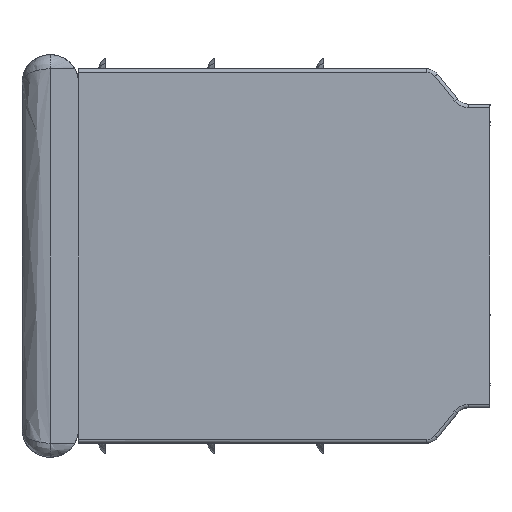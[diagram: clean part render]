
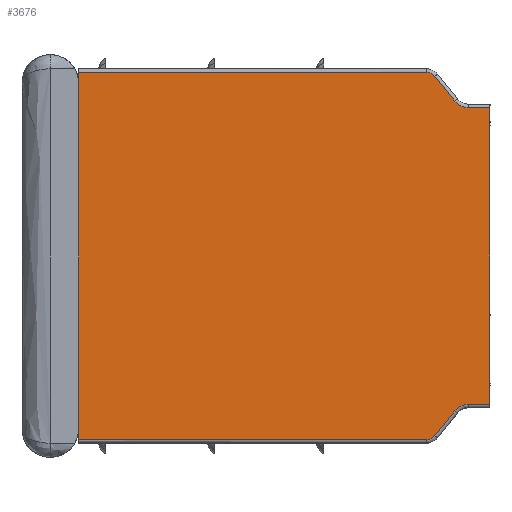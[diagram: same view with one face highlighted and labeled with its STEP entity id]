
A CAD part, left-side view. The second image highlights one B-rep face of the part: STEP entity #3676.
In plain terms, the highlighted free-form (B-spline) face has degree [1, 1] with [2, 2] control points.
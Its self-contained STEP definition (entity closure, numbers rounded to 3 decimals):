
#3347 = VERTEX_POINT('',#3348);
#3348 = CARTESIAN_POINT('',(-1073.85,-1088.044,
    392.189));
#3354 = EDGE_CURVE('',#3347,#3355,#3357,.T.);
#3355 = VERTEX_POINT('',#3356);
#3356 = CARTESIAN_POINT('',(-1073.85,-1088.044,
    -392.189));
#3357 = B_SPLINE_CURVE_WITH_KNOTS('',1,(#3358,#3359),.UNSPECIFIED.,.F.,
  .F.,(2,2),(69.85,603.25),.PIECEWISE_BEZIER_KNOTS.);
#3358 = CARTESIAN_POINT('',(-1073.85,-1088.044,
    392.189));
#3359 = CARTESIAN_POINT('',(-1073.85,-1088.044,
    -392.189));
#3676 = ADVANCED_FACE('',(#3677),#3759,.F.);
#3677 = FACE_BOUND('',#3678,.T.);
#3678 = EDGE_LOOP('',(#3679,#3680,#3687,#3695,#3702,#3710,#3717,#3724,
    #3731,#3739,#3746,#3754));
#3679 = ORIENTED_EDGE('',*,*,#3354,.F.);
#3680 = ORIENTED_EDGE('',*,*,#3681,.T.);
#3681 = EDGE_CURVE('',#3347,#3682,#3684,.T.);
#3682 = VERTEX_POINT('',#3683);
#3683 = CARTESIAN_POINT('',(-1073.85,-1031.293,
    392.189));
#3684 = B_SPLINE_CURVE_WITH_KNOTS('',1,(#3685,#3686),.UNSPECIFIED.,.F.,
  .F.,(2,2),(0.,38.592),.PIECEWISE_BEZIER_KNOTS.);
#3685 = CARTESIAN_POINT('',(-1073.85,-1088.044,
    392.189));
#3686 = CARTESIAN_POINT('',(-1073.85,-1031.293,
    392.189));
#3687 = ORIENTED_EDGE('',*,*,#3688,.T.);
#3688 = EDGE_CURVE('',#3682,#3689,#3691,.T.);
#3689 = VERTEX_POINT('',#3690);
#3690 = CARTESIAN_POINT('',(-1073.85,-994.835,
    409.712));
#3691 = ( BOUNDED_CURVE() B_SPLINE_CURVE(2,(#3692,#3693,#3694),
.UNSPECIFIED.,.F.,.F.) B_SPLINE_CURVE_WITH_KNOTS((3,3),(0.,
0.896),.PIECEWISE_BEZIER_KNOTS.) CURVE() 
GEOMETRIC_REPRESENTATION_ITEM() RATIONAL_B_SPLINE_CURVE((1.,
0.901,1.)) REPRESENTATION_ITEM('') );
#3692 = CARTESIAN_POINT('',(-1073.85,-1031.293,
    392.189));
#3693 = CARTESIAN_POINT('',(-1073.85,-1008.853,
    392.189));
#3694 = CARTESIAN_POINT('',(-1073.85,-994.835,
    409.712));
#3695 = ORIENTED_EDGE('',*,*,#3696,.T.);
#3696 = EDGE_CURVE('',#3689,#3697,#3699,.T.);
#3697 = VERTEX_POINT('',#3698);
#3698 = CARTESIAN_POINT('',(-1073.85,-942.562,
    475.054));
#3699 = B_SPLINE_CURVE_WITH_KNOTS('',1,(#3700,#3701),.UNSPECIFIED.,.F.,
  .F.,(2,2),(-5.643,51.261),.PIECEWISE_BEZIER_KNOTS.);
#3700 = CARTESIAN_POINT('',(-1073.85,-994.835,
    409.712));
#3701 = CARTESIAN_POINT('',(-1073.85,-942.562,
    475.054));
#3702 = ORIENTED_EDGE('',*,*,#3703,.T.);
#3703 = EDGE_CURVE('',#3697,#3704,#3706,.T.);
#3704 = VERTEX_POINT('',#3705);
#3705 = CARTESIAN_POINT('',(-1073.85,-920.687,
    485.567));
#3706 = ( BOUNDED_CURVE() B_SPLINE_CURVE(2,(#3707,#3708,#3709),
.UNSPECIFIED.,.F.,.F.) B_SPLINE_CURVE_WITH_KNOTS((3,3),(2.246,
3.142),.PIECEWISE_BEZIER_KNOTS.) CURVE() 
GEOMETRIC_REPRESENTATION_ITEM() RATIONAL_B_SPLINE_CURVE((1.,
0.901,1.)) REPRESENTATION_ITEM('') );
#3707 = CARTESIAN_POINT('',(-1073.85,-942.562,
    475.054));
#3708 = CARTESIAN_POINT('',(-1073.85,-934.151,
    485.567));
#3709 = CARTESIAN_POINT('',(-1073.85,-920.687,
    485.567));
#3710 = ORIENTED_EDGE('',*,*,#3711,.T.);
#3711 = EDGE_CURVE('',#3704,#3712,#3714,.T.);
#3712 = VERTEX_POINT('',#3713);
#3713 = CARTESIAN_POINT('',(-1073.85,0.,485.567));
#3714 = B_SPLINE_CURVE_WITH_KNOTS('',1,(#3715,#3716),.UNSPECIFIED.,.F.,
  .F.,(2,2),(113.808,739.902),.PIECEWISE_BEZIER_KNOTS.);
#3715 = CARTESIAN_POINT('',(-1073.85,-920.687,
    485.567));
#3716 = CARTESIAN_POINT('',(-1073.85,0.,485.567));
#3717 = ORIENTED_EDGE('',*,*,#3718,.T.);
#3718 = EDGE_CURVE('',#3712,#3719,#3721,.T.);
#3719 = VERTEX_POINT('',#3720);
#3720 = CARTESIAN_POINT('',(-1073.85,0.,-485.567));
#3721 = B_SPLINE_CURVE_WITH_KNOTS('',1,(#3722,#3723),.UNSPECIFIED.,.F.,
  .F.,(2,2),(6.35,666.75),.PIECEWISE_BEZIER_KNOTS.);
#3722 = CARTESIAN_POINT('',(-1073.85,0.,485.567));
#3723 = CARTESIAN_POINT('',(-1073.85,0.,-485.567));
#3724 = ORIENTED_EDGE('',*,*,#3725,.T.);
#3725 = EDGE_CURVE('',#3719,#3726,#3728,.T.);
#3726 = VERTEX_POINT('',#3727);
#3727 = CARTESIAN_POINT('',(-1073.85,-920.687,
    -485.567));
#3728 = B_SPLINE_CURVE_WITH_KNOTS('',1,(#3729,#3730),.UNSPECIFIED.,.F.,
  .F.,(2,2),(-739.902,-113.808),.PIECEWISE_BEZIER_KNOTS.);
#3729 = CARTESIAN_POINT('',(-1073.85,0.,-485.567));
#3730 = CARTESIAN_POINT('',(-1073.85,-920.687,
    -485.567));
#3731 = ORIENTED_EDGE('',*,*,#3732,.T.);
#3732 = EDGE_CURVE('',#3726,#3733,#3735,.T.);
#3733 = VERTEX_POINT('',#3734);
#3734 = CARTESIAN_POINT('',(-1073.85,-942.562,
    -475.054));
#3735 = ( BOUNDED_CURVE() B_SPLINE_CURVE(2,(#3736,#3737,#3738),
.UNSPECIFIED.,.F.,.F.) B_SPLINE_CURVE_WITH_KNOTS((3,3),(0.,
0.896),.PIECEWISE_BEZIER_KNOTS.) CURVE() 
GEOMETRIC_REPRESENTATION_ITEM() RATIONAL_B_SPLINE_CURVE((1.,
0.901,1.)) REPRESENTATION_ITEM('') );
#3736 = CARTESIAN_POINT('',(-1073.85,-920.687,
    -485.567));
#3737 = CARTESIAN_POINT('',(-1073.85,-934.151,
    -485.567));
#3738 = CARTESIAN_POINT('',(-1073.85,-942.562,
    -475.054));
#3739 = ORIENTED_EDGE('',*,*,#3740,.T.);
#3740 = EDGE_CURVE('',#3733,#3741,#3743,.T.);
#3741 = VERTEX_POINT('',#3742);
#3742 = CARTESIAN_POINT('',(-1073.85,-994.835,
    -409.712));
#3743 = B_SPLINE_CURVE_WITH_KNOTS('',1,(#3744,#3745),.UNSPECIFIED.,.F.,
  .F.,(2,2),(-576.864,-519.96),.PIECEWISE_BEZIER_KNOTS.);
#3744 = CARTESIAN_POINT('',(-1073.85,-942.562,
    -475.054));
#3745 = CARTESIAN_POINT('',(-1073.85,-994.835,
    -409.712));
#3746 = ORIENTED_EDGE('',*,*,#3747,.T.);
#3747 = EDGE_CURVE('',#3741,#3748,#3750,.T.);
#3748 = VERTEX_POINT('',#3749);
#3749 = CARTESIAN_POINT('',(-1073.85,-1031.293,
    -392.189));
#3750 = ( BOUNDED_CURVE() B_SPLINE_CURVE(2,(#3751,#3752,#3753),
.UNSPECIFIED.,.F.,.F.) B_SPLINE_CURVE_WITH_KNOTS((3,3),(2.246,
3.142),.PIECEWISE_BEZIER_KNOTS.) CURVE() 
GEOMETRIC_REPRESENTATION_ITEM() RATIONAL_B_SPLINE_CURVE((1.,
0.901,1.)) REPRESENTATION_ITEM('') );
#3751 = CARTESIAN_POINT('',(-1073.85,-994.835,
    -409.712));
#3752 = CARTESIAN_POINT('',(-1073.85,-1008.853,
    -392.189));
#3753 = CARTESIAN_POINT('',(-1073.85,-1031.293,
    -392.189));
#3754 = ORIENTED_EDGE('',*,*,#3755,.T.);
#3755 = EDGE_CURVE('',#3748,#3355,#3756,.T.);
#3756 = B_SPLINE_CURVE_WITH_KNOTS('',1,(#3757,#3758),.UNSPECIFIED.,.F.,
  .F.,(2,2),(-38.592,0.),.PIECEWISE_BEZIER_KNOTS.);
#3757 = CARTESIAN_POINT('',(-1073.85,-1031.293,
    -392.189));
#3758 = CARTESIAN_POINT('',(-1073.85,-1088.044,
    -392.189));
#3759 = B_SPLINE_SURFACE_WITH_KNOTS('',1,1,(
    (#3760,#3761)
    ,(#3762,#3763
  )),.UNSPECIFIED.,.F.,.F.,.F.,(2,2),(2,2),(6.35,666.75),(0.,739.902),
  .PIECEWISE_BEZIER_KNOTS.);
#3760 = CARTESIAN_POINT('',(-1073.85,-1088.044,
    485.567));
#3761 = CARTESIAN_POINT('',(-1073.85,0.,485.567));
#3762 = CARTESIAN_POINT('',(-1073.85,-1088.044,
    -485.567));
#3763 = CARTESIAN_POINT('',(-1073.85,0.,-485.567));
